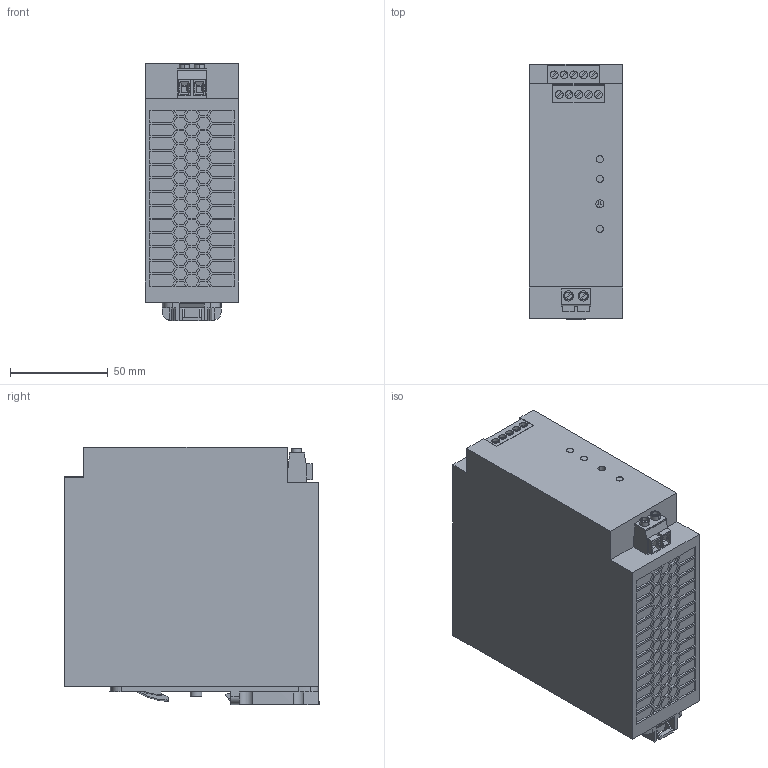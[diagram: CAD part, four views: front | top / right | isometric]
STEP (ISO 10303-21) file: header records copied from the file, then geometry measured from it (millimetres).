
FILE_DESCRIPTION(('Creo Elements/Direct Modeling STEP Export'),'2;1');
FILE_NAME('model.stp','2018-03-19T15:34:22',(''),(''),'Creo Elements/Direct Modeling STEP processor for AP214 (Solid Model)','Creo Elements/Direct Modeling 18.1I 14-Aug-2016 (C) Parametric Technology GmbH','');
FILE_SCHEMA(('AUTOMOTIVE_DESIGN { 1 0 10303 214 1 1 1 1 }'));
Length unit declared in the file: millimetre
Products named in the file (2): QUINT_PS_24DC_48DC_5-select
Assembly tree (1 placements, depth 2):
  QUINT_PS_24DC_48DC_5-select
    QUINT_PS_24DC_48DC_5-select
Bounding box: 48 x 130.65 x 131.8 mm (x, y, z)
Volume: 752017.5 mm3; surface area: 62957.9 mm2
Topology: 1 solids, 1 shells, 1293 faces, 3369 edges, 2243 vertices
Faces by surface type: plane 1202, cylinder 87, bspline 4
Entity records: 49594 total; most frequent: CARTESIAN_POINT 7479, ORIENTED_EDGE 6738, DIRECTION 6005, EDGE_CURVE 3369, VECTOR 3117, LINE 3117, VERTEX_POINT 2243, EDGE_LOOP 1460
